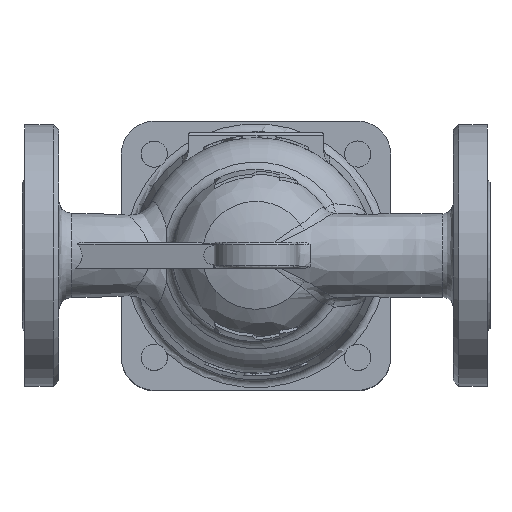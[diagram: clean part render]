
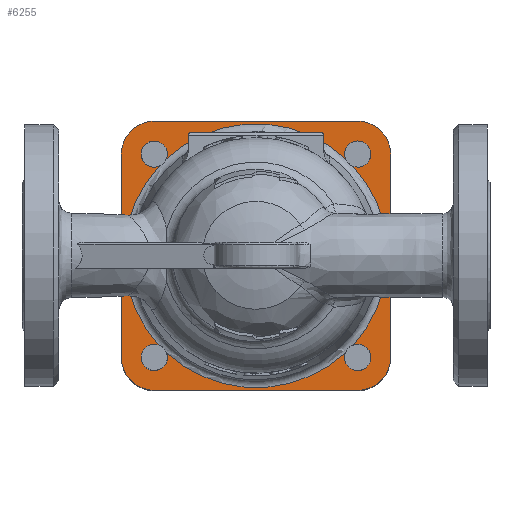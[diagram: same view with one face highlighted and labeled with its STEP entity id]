
A CAD part, top view. The second image highlights one B-rep face of the part: STEP entity #6255.
In plain terms, the highlighted planar face has unit normal (0, 0, 1).
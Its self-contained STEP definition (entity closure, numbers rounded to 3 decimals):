
#310=LINE('',#10303,#586);
#311=LINE('',#10307,#587);
#312=LINE('',#10311,#588);
#313=LINE('',#10315,#589);
#586=VECTOR('',#7766,77.782);
#587=VECTOR('',#7769,77.782);
#588=VECTOR('',#7772,77.782);
#589=VECTOR('',#7775,77.782);
#904=FACE_BOUND('',#1735,.T.);
#1067=PLANE('',#6759);
#1294=FACE_OUTER_BOUND('',#1734,.T.);
#1734=EDGE_LOOP('',(#4699,#4700,#4701,#4702,#4703,#4704,#4705,#4706));
#1735=EDGE_LOOP('',(#4707,#4708,#4709,#4710,#4711,#4712,#4713,#4714));
#2391=CIRCLE('',#6667,5.);
#2395=CIRCLE('',#6674,5.);
#2399=CIRCLE('',#6681,5.);
#2400=CIRCLE('',#6684,50.459);
#2401=CIRCLE('',#6685,50.459);
#2402=CIRCLE('',#6686,50.459);
#2403=CIRCLE('',#6687,50.459);
#2427=CIRCLE('',#6754,5.);
#2430=CIRCLE('',#6760,12.609);
#2431=CIRCLE('',#6761,12.609);
#2432=CIRCLE('',#6762,12.609);
#2433=CIRCLE('',#6763,12.609);
#2780=VERTEX_POINT('',#9941);
#2781=VERTEX_POINT('',#9942);
#2785=VERTEX_POINT('',#9965);
#2786=VERTEX_POINT('',#9966);
#2790=VERTEX_POINT('',#9989);
#2791=VERTEX_POINT('',#9990);
#2792=VERTEX_POINT('',#10006);
#2793=VERTEX_POINT('',#10008);
#2855=VERTEX_POINT('',#10301);
#2856=VERTEX_POINT('',#10302);
#2857=VERTEX_POINT('',#10304);
#2858=VERTEX_POINT('',#10306);
#2859=VERTEX_POINT('',#10308);
#2860=VERTEX_POINT('',#10310);
#2861=VERTEX_POINT('',#10312);
#2862=VERTEX_POINT('',#10314);
#3451=EDGE_CURVE('',#2780,#2781,#2391,.T.);
#3456=EDGE_CURVE('',#2785,#2786,#2395,.T.);
#3461=EDGE_CURVE('',#2790,#2791,#2399,.T.);
#3463=EDGE_CURVE('',#2780,#2792,#2400,.T.);
#3465=EDGE_CURVE('',#2793,#2791,#2401,.T.);
#3466=EDGE_CURVE('',#2790,#2786,#2402,.T.);
#3467=EDGE_CURVE('',#2785,#2781,#2403,.T.);
#3563=EDGE_CURVE('',#2793,#2792,#2427,.T.);
#3566=EDGE_CURVE('',#2855,#2856,#310,.T.);
#3567=EDGE_CURVE('',#2855,#2857,#2430,.T.);
#3568=EDGE_CURVE('',#2858,#2857,#311,.T.);
#3569=EDGE_CURVE('',#2858,#2859,#2431,.T.);
#3570=EDGE_CURVE('',#2860,#2859,#312,.T.);
#3571=EDGE_CURVE('',#2860,#2861,#2432,.T.);
#3572=EDGE_CURVE('',#2862,#2861,#313,.T.);
#3573=EDGE_CURVE('',#2862,#2856,#2433,.T.);
#4699=ORIENTED_EDGE('',*,*,#3566,.F.);
#4700=ORIENTED_EDGE('',*,*,#3567,.T.);
#4701=ORIENTED_EDGE('',*,*,#3568,.F.);
#4702=ORIENTED_EDGE('',*,*,#3569,.T.);
#4703=ORIENTED_EDGE('',*,*,#3570,.F.);
#4704=ORIENTED_EDGE('',*,*,#3571,.T.);
#4705=ORIENTED_EDGE('',*,*,#3572,.F.);
#4706=ORIENTED_EDGE('',*,*,#3573,.T.);
#4707=ORIENTED_EDGE('',*,*,#3451,.T.);
#4708=ORIENTED_EDGE('',*,*,#3467,.F.);
#4709=ORIENTED_EDGE('',*,*,#3456,.T.);
#4710=ORIENTED_EDGE('',*,*,#3466,.F.);
#4711=ORIENTED_EDGE('',*,*,#3461,.T.);
#4712=ORIENTED_EDGE('',*,*,#3465,.F.);
#4713=ORIENTED_EDGE('',*,*,#3563,.T.);
#4714=ORIENTED_EDGE('',*,*,#3463,.F.);
#6255=ADVANCED_FACE('',(#1294,#904),#1067,.T.);
#6667=AXIS2_PLACEMENT_3D('',#9943,#7544,#7545);
#6674=AXIS2_PLACEMENT_3D('',#9967,#7558,#7559);
#6681=AXIS2_PLACEMENT_3D('',#9991,#7572,#7573);
#6684=AXIS2_PLACEMENT_3D('',#10007,#7578,#7579);
#6685=AXIS2_PLACEMENT_3D('',#10021,#7580,#7581);
#6686=AXIS2_PLACEMENT_3D('',#10022,#7582,#7583);
#6687=AXIS2_PLACEMENT_3D('',#10023,#7584,#7585);
#6754=AXIS2_PLACEMENT_3D('',#10293,#7754,#7755);
#6759=AXIS2_PLACEMENT_3D('',#10300,#7764,#7765);
#6760=AXIS2_PLACEMENT_3D('',#10305,#7767,#7768);
#6761=AXIS2_PLACEMENT_3D('',#10309,#7770,#7771);
#6762=AXIS2_PLACEMENT_3D('',#10313,#7773,#7774);
#6763=AXIS2_PLACEMENT_3D('',#10316,#7776,#7777);
#7544=DIRECTION('center_axis',(0.,0.,-1.));
#7545=DIRECTION('ref_axis',(0.,-1.,0.));
#7558=DIRECTION('center_axis',(0.,0.,-1.));
#7559=DIRECTION('ref_axis',(-1.,0.,0.));
#7572=DIRECTION('center_axis',(0.,0.,-1.));
#7573=DIRECTION('ref_axis',(0.,1.,0.));
#7578=DIRECTION('center_axis',(0.,0.,1.));
#7579=DIRECTION('ref_axis',(-1.,0.,0.));
#7580=DIRECTION('center_axis',(0.,0.,1.));
#7581=DIRECTION('ref_axis',(-1.,0.,0.));
#7582=DIRECTION('center_axis',(0.,0.,1.));
#7583=DIRECTION('ref_axis',(-1.,0.,0.));
#7584=DIRECTION('center_axis',(0.,0.,1.));
#7585=DIRECTION('ref_axis',(-1.,0.,0.));
#7754=DIRECTION('center_axis',(0.,0.,-1.));
#7755=DIRECTION('ref_axis',(1.,0.,0.));
#7764=DIRECTION('center_axis',(0.,0.,1.));
#7765=DIRECTION('ref_axis',(1.,0.,0.));
#7766=DIRECTION('',(0.,-1.,0.));
#7767=DIRECTION('center_axis',(0.,0.,1.));
#7768=DIRECTION('ref_axis',(1.,0.,0.));
#7769=DIRECTION('',(1.,0.,0.));
#7770=DIRECTION('center_axis',(0.,0.,1.));
#7771=DIRECTION('ref_axis',(0.,1.,0.));
#7772=DIRECTION('',(0.,1.,0.));
#7773=DIRECTION('center_axis',(0.,0.,1.));
#7774=DIRECTION('ref_axis',(-1.,0.,0.));
#7775=DIRECTION('',(-1.,0.,0.));
#7776=DIRECTION('center_axis',(0.,0.,1.));
#7777=DIRECTION('ref_axis',(0.,-1.,0.));
#9941=CARTESIAN_POINT('',(34.234,37.07,15.));
#9942=CARTESIAN_POINT('',(37.07,34.234,15.));
#9943=CARTESIAN_POINT('Origin',(38.891,38.891,15.));
#9965=CARTESIAN_POINT('',(37.07,-34.234,15.));
#9966=CARTESIAN_POINT('',(34.234,-37.07,15.));
#9967=CARTESIAN_POINT('Origin',(38.891,-38.891,15.));
#9989=CARTESIAN_POINT('',(-34.234,-37.07,15.));
#9990=CARTESIAN_POINT('',(-37.07,-34.234,15.));
#9991=CARTESIAN_POINT('Origin',(-38.891,-38.891,15.));
#10006=CARTESIAN_POINT('',(-34.234,37.07,15.));
#10007=CARTESIAN_POINT('Origin',(0.,0.,15.));
#10008=CARTESIAN_POINT('',(-37.07,34.234,15.));
#10021=CARTESIAN_POINT('Origin',(0.,0.,15.));
#10022=CARTESIAN_POINT('Origin',(0.,0.,15.));
#10023=CARTESIAN_POINT('Origin',(0.,0.,15.));
#10293=CARTESIAN_POINT('Origin',(-38.891,38.891,15.));
#10300=CARTESIAN_POINT('Origin',(0.,0.,15.));
#10301=CARTESIAN_POINT('',(51.5,38.891,15.));
#10302=CARTESIAN_POINT('',(51.5,-38.891,15.));
#10303=CARTESIAN_POINT('',(51.5,51.5,15.));
#10304=CARTESIAN_POINT('',(38.891,51.5,15.));
#10305=CARTESIAN_POINT('Origin',(38.891,38.891,15.));
#10306=CARTESIAN_POINT('',(-38.891,51.5,15.));
#10307=CARTESIAN_POINT('',(-51.5,51.5,15.));
#10308=CARTESIAN_POINT('',(-51.5,38.891,15.));
#10309=CARTESIAN_POINT('Origin',(-38.891,38.891,15.));
#10310=CARTESIAN_POINT('',(-51.5,-38.891,15.));
#10311=CARTESIAN_POINT('',(-51.5,-51.5,15.));
#10312=CARTESIAN_POINT('',(-38.891,-51.5,15.));
#10313=CARTESIAN_POINT('Origin',(-38.891,-38.891,15.));
#10314=CARTESIAN_POINT('',(38.891,-51.5,15.));
#10315=CARTESIAN_POINT('',(51.5,-51.5,15.));
#10316=CARTESIAN_POINT('Origin',(38.891,-38.891,15.));
